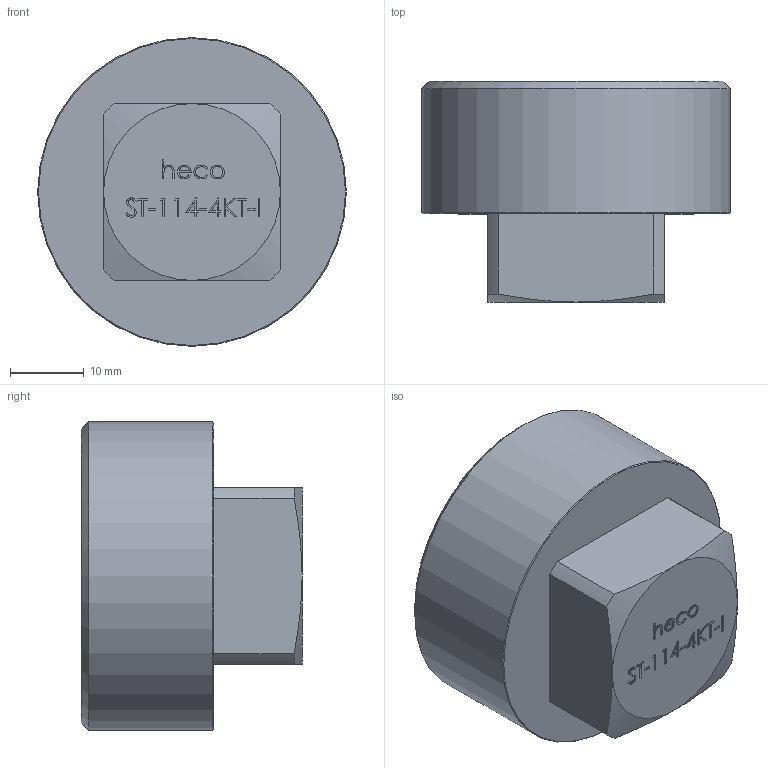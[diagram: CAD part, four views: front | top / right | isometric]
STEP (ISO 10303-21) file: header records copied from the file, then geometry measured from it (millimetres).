
FILE_DESCRIPTION (( 'STEP AP214' ), '1' );
FILE_NAME ('heco_ST-114-4KT-I 1510.STEP', '2015-10-21T09:16:03', ( 'test' ), ( '' ), 'SwSTEP 2.0', 'SolidWorks 2011', '' );
FILE_SCHEMA (( 'AUTOMOTIVE_DESIGN' ));
Length unit declared in the file: millimetre
Products named in the file (1): heco_ST-114-4KT-I 1510
Bounding box: 41.91 x 30.1 x 41.91 mm (x, y, z)
Volume: 14212.4 mm3; surface area: 8307.4 mm2
Topology: 1 solids, 1 shells, 191 faces, 489 edges, 323 vertices
Faces by surface type: plane 125, bspline 50, cylinder 7, cone 6, torus 3
Full cylindrical faces by diameter (mm): 18.7 x1, 34 x1, 41.91 x1
Entity records: 8335 total; most frequent: CARTESIAN_POINT 3718, ORIENTED_EDGE 962, DIRECTION 680, EDGE_CURVE 481, VECTOR 350, LINE 350, VERTEX_POINT 323, EDGE_LOOP 222
